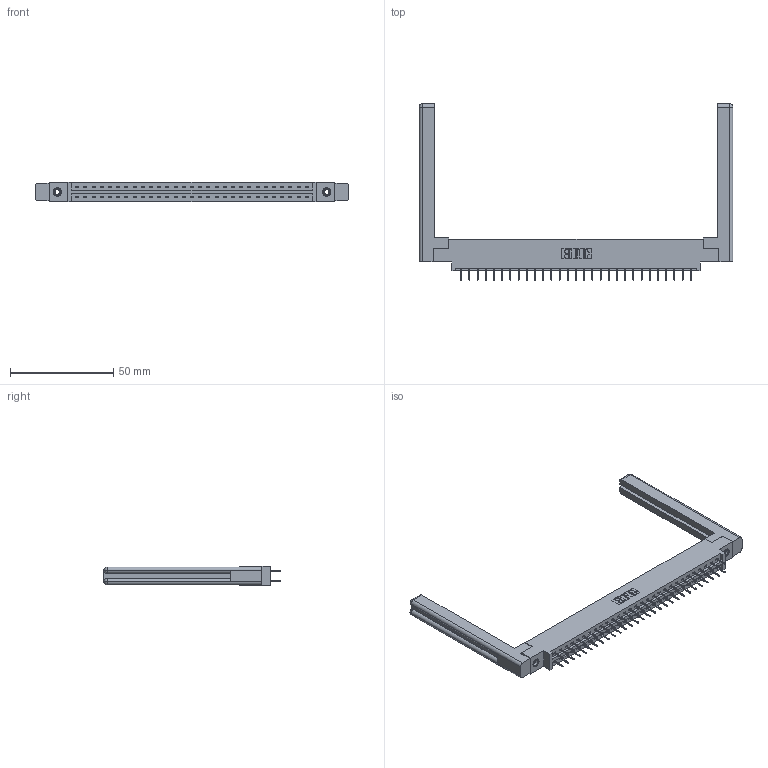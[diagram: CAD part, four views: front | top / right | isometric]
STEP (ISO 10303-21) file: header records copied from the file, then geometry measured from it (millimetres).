
FILE_DESCRIPTION (( 'STEP AP203' ), '1' );
FILE_NAME ('387-058-524-858.STEP', '2019-10-19T08:56:51', ( '' ), ( '' ), 'SwSTEP 2.0', 'SolidWorks 2016', '' );
FILE_SCHEMA (( 'CONFIG_CONTROL_DESIGN' ));
Length unit declared in the file: inch
Products named in the file (5): 387-058-524-858; 345-250-001_345-250-001-102; 307-220-058; 345-292-001_345-293-124; 337 Part_0.170 Offset - 0.156 Dia-TI
Assembly tree (63 placements, depth 2):
  387-058-524-858
    337 Part_0.170 Offset - 0.156 Dia-TI
    345-292-001_345-293-124  x58
    345-250-001_345-250-001-102  x2
    307-220-058  x2
Bounding box: 151.54 x 85.1 x 9.4 mm (x, y, z)
Volume: 22734.1 mm3; surface area: 22383 mm2
Topology: 63 solids, 63 shells, 3624 faces, 10247 edges, 6586 vertices
Faces by surface type: plane 2710, cylinder 890, cone 12, torus 12
Entity records: 27006 total; most frequent: CARTESIAN_POINT 4569, ORIENTED_EDGE 4444, DIRECTION 3926, EDGE_CURVE 2222, VECTOR 2050, LINE 2050, VERTEX_POINT 1470, AXIS2_PLACEMENT_3D 938
